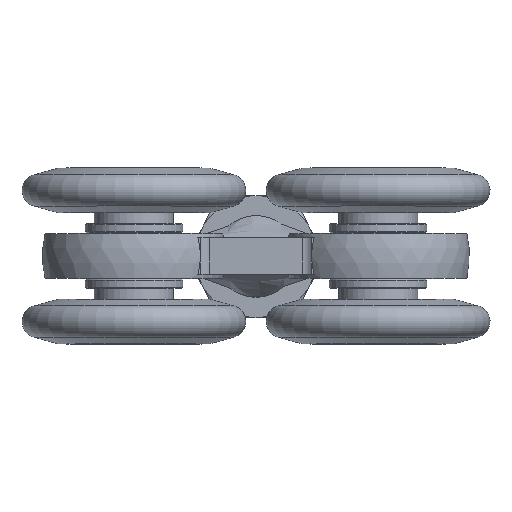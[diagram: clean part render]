
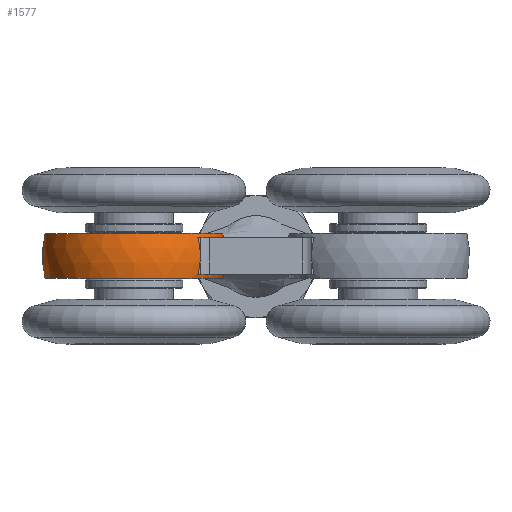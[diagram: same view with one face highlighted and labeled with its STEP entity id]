
A CAD part, top view. The second image highlights one B-rep face of the part: STEP entity #1577.
In plain terms, the highlighted spherical face has radius 22.5 mm.
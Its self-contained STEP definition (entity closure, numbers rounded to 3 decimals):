
#1577 = ADVANCED_FACE( '', ( #3144, #3145, #3146 ), #3147, .T. );
#3144 = FACE_BOUND( '', #5383, .T. );
#3145 = FACE_OUTER_BOUND( '', #5384, .T. );
#3146 = FACE_OUTER_BOUND( '', #5385, .T. );
#3147 = SPHERICAL_SURFACE( '', #5386, 22.5 );
#5383 = EDGE_LOOP( '', ( #7793, #7794, #7795, #7796 ) );
#5384 = EDGE_LOOP( '', ( #7797 ) );
#5385 = EDGE_LOOP( '', ( #7798 ) );
#5386 = AXIS2_PLACEMENT_3D( '', #7799, #7800, #7801 );
#7793 = ORIENTED_EDGE( '', *, *, #9877, .F. );
#7794 = ORIENTED_EDGE( '', *, *, #10280, .T. );
#7795 = ORIENTED_EDGE( '', *, *, #10281, .F. );
#7796 = ORIENTED_EDGE( '', *, *, #10282, .F. );
#7797 = ORIENTED_EDGE( '', *, *, #9839, .F. );
#7798 = ORIENTED_EDGE( '', *, *, #10283, .T. );
#7799 = CARTESIAN_POINT( '', ( -30., 0.002, 133.497 ) );
#7800 = DIRECTION( '', ( 0., 1., 0. ) );
#7801 = DIRECTION( '', ( 0., 0., 1. ) );
#9839 = EDGE_CURVE( '', #11089, #11089, #11090, .T. );
#9877 = EDGE_CURVE( '', #11150, #11151, #11153, .T. );
#10280 = EDGE_CURVE( '', #11150, #11776, #11777, .T. );
#10281 = EDGE_CURVE( '', #11778, #11776, #11779, .T. );
#10282 = EDGE_CURVE( '', #11151, #11778, #11780, .T. );
#10283 = EDGE_CURVE( '', #11781, #11781, #11782, .T. );
#11089 = VERTEX_POINT( '', #12859 );
#11090 = CIRCLE( '', #12860, 21.817 );
#11150 = VERTEX_POINT( '', #12948 );
#11151 = VERTEX_POINT( '', #12949 );
#11153 = CIRCLE( '', #12952, 21.873 );
#11776 = VERTEX_POINT( '', #13858 );
#11777 = CIRCLE( '', #13859, 22.045 );
#11778 = VERTEX_POINT( '', #13860 );
#11779 = CIRCLE( '', #13861, 16.348 );
#11780 = CIRCLE( '', #13862, 22.045 );
#11781 = VERTEX_POINT( '', #13863 );
#11782 = CIRCLE( '', #13864, 21.817 );
#12859 = CARTESIAN_POINT( '', ( -51.817, 5.502, 133.497 ) );
#12860 = AXIS2_PLACEMENT_3D( '', #15002, #15003, #15004 );
#12948 = CARTESIAN_POINT( '', ( -24.727, -4.498, 112.092 ) );
#12949 = CARTESIAN_POINT( '', ( -24.727, 4.502, 112.092 ) );
#12952 = AXIS2_PLACEMENT_3D( '', #15041, #15042, #15043 );
#13858 = CARTESIAN_POINT( '', ( -14.291, -4.498, 148.965 ) );
#13859 = AXIS2_PLACEMENT_3D( '', #15538, #15539, #15540 );
#13860 = CARTESIAN_POINT( '', ( -14.291, 4.502, 148.965 ) );
#13861 = AXIS2_PLACEMENT_3D( '', #15541, #15542, #15543 );
#13862 = AXIS2_PLACEMENT_3D( '', #15544, #15545, #15546 );
#13863 = CARTESIAN_POINT( '', ( -51.817, -5.498, 133.497 ) );
#13864 = AXIS2_PLACEMENT_3D( '', #15547, #15548, #15549 );
#15002 = CARTESIAN_POINT( '', ( -30., 5.502, 133.497 ) );
#15003 = DIRECTION( '', ( 0., 1., 0. ) );
#15004 = DIRECTION( '', ( -1., 0., 0. ) );
#15041 = CARTESIAN_POINT( '', ( -24.727, 0.002, 133.497 ) );
#15042 = DIRECTION( '', ( 1., 0., 0. ) );
#15043 = DIRECTION( '', ( 0., 1., 0. ) );
#15538 = CARTESIAN_POINT( '', ( -30., -4.498, 133.497 ) );
#15539 = DIRECTION( '', ( 0., -1., 0. ) );
#15540 = DIRECTION( '', ( 1., 0., 0. ) );
#15541 = CARTESIAN_POINT( '', ( -30.007, 0.002, 148.957 ) );
#15542 = DIRECTION( '', ( 0., 0., -1. ) );
#15543 = DIRECTION( '', ( 1., 0., 0. ) );
#15544 = CARTESIAN_POINT( '', ( -30., 4.502, 133.497 ) );
#15545 = DIRECTION( '', ( 0., -1., 0. ) );
#15546 = DIRECTION( '', ( 1., 0., 0. ) );
#15547 = CARTESIAN_POINT( '', ( -30., -5.498, 133.497 ) );
#15548 = DIRECTION( '', ( 0., 1., 0. ) );
#15549 = DIRECTION( '', ( -1., 0., 0. ) );
